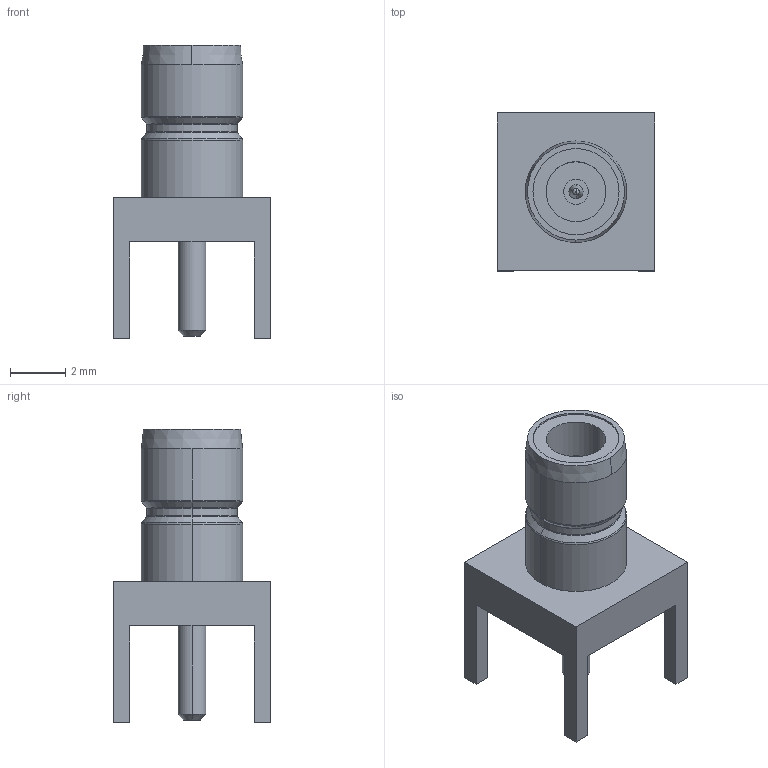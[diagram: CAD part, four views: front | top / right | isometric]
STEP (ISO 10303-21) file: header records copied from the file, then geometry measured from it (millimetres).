
FILE_DESCRIPTION(('Creo Elements/Direct Modeling STEP Export'),'2;1');
FILE_NAME('N.UM-R-PC.stp','2016-06-06T11:16:26',(''),(''),'Creo Elements/Direct Modeling STEP processor for AP214 (Solid Model)','Creo Elements/Direct Modeling 18.1E 22-Nov-2013 (C) Parametric Technology GmbH','');
FILE_SCHEMA(('AUTOMOTIVE_DESIGN { 1 0 10303 214 1 1 1 1 }'));
Length unit declared in the file: millimetre
Products named in the file (1): N.UM-R-PC
Bounding box: 5.7 x 5.7 x 10.6 mm (x, y, z)
Volume: 100.7 mm3; surface area: 239.3 mm2
Topology: 1 solids, 1 shells, 66 faces, 167 edges, 111 vertices
Faces by surface type: plane 26, cylinder 20, cone 10, torus 10
Entity records: 1799 total; most frequent: ORIENTED_EDGE 334, CARTESIAN_POINT 294, DIRECTION 288, EDGE_CURVE 167, VERTEX_POINT 111, AXIS2_PLACEMENT_3D 105, VECTOR 78, LINE 78
